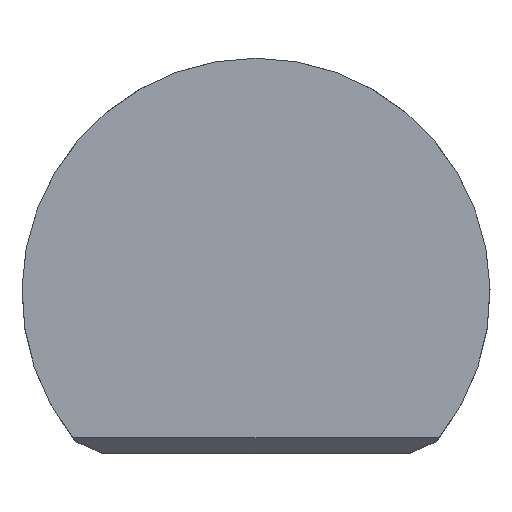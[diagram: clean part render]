
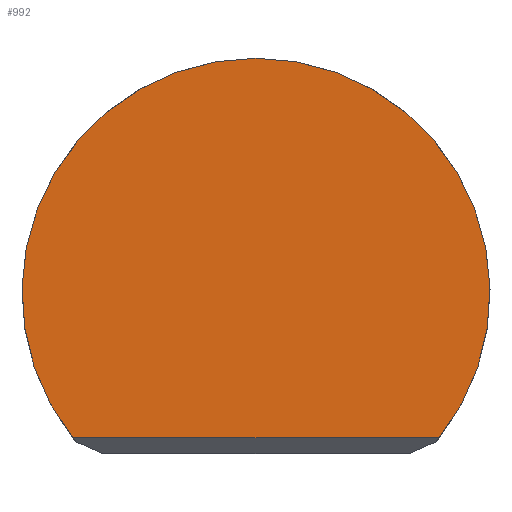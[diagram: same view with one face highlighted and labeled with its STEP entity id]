
A CAD part, front view. The second image highlights one B-rep face of the part: STEP entity #992.
In plain terms, the highlighted planar face has unit normal (0, -1, 0).
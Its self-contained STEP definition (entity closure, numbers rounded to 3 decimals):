
#21=CIRCLE('',#1023,2.9);
#52=PLANE('',#1044);
#105=FACE_OUTER_BOUND('',#158,.T.);
#158=EDGE_LOOP('',(#910,#911));
#298=LINE('',#2252,#350);
#350=VECTOR('',#1124,10.);
#451=VERTEX_POINT('',#2249);
#452=VERTEX_POINT('',#2251);
#593=EDGE_CURVE('',#451,#452,#298,.T.);
#596=EDGE_CURVE('',#451,#452,#21,.T.);
#910=ORIENTED_EDGE('',*,*,#593,.F.);
#911=ORIENTED_EDGE('',*,*,#596,.T.);
#992=ADVANCED_FACE('',(#105),#52,.T.);
#1023=AXIS2_PLACEMENT_3D('',#2256,#1131,#1132);
#1044=AXIS2_PLACEMENT_3D('',#2277,#1173,#1174);
#1124=DIRECTION('',(-1.,0.,0.));
#1131=DIRECTION('center_axis',(0.,-1.,0.));
#1132=DIRECTION('ref_axis',(0.18,0.,0.984));
#1173=DIRECTION('center_axis',(0.,-1.,0.));
#1174=DIRECTION('ref_axis',(0.5,0.,-0.866));
#2249=CARTESIAN_POINT('',(-31.37,-5.225,0.2));
#2251=CARTESIAN_POINT('',(-35.917,-5.225,0.2));
#2252=CARTESIAN_POINT('',(-33.644,-5.225,0.2));
#2256=CARTESIAN_POINT('Origin',(-33.644,-5.225,2.));
#2277=CARTESIAN_POINT('Origin',(-33.644,-5.225,2.));
